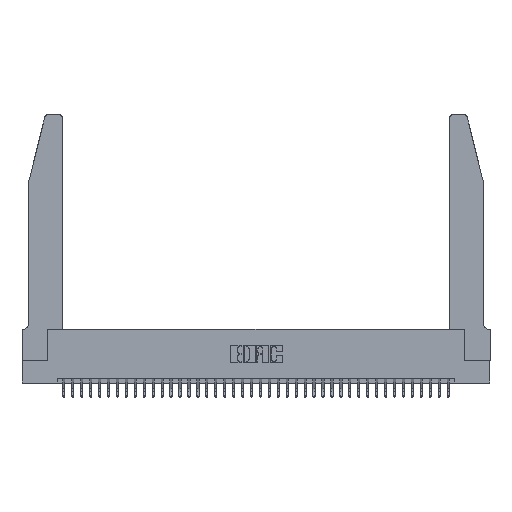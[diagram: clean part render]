
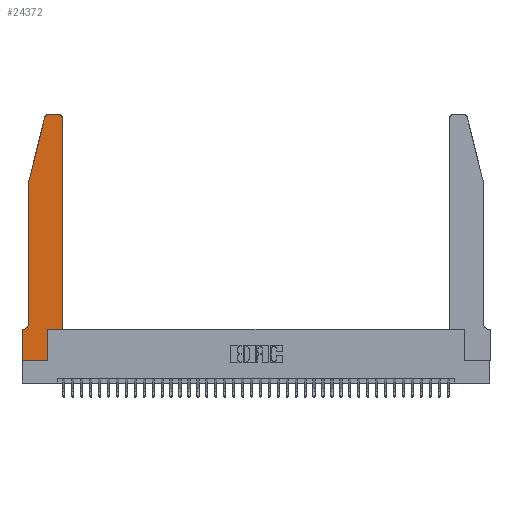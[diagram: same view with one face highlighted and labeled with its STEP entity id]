
A CAD part, top view. The second image highlights one B-rep face of the part: STEP entity #24372.
In plain terms, the highlighted planar face has unit normal (0, 0, 1).
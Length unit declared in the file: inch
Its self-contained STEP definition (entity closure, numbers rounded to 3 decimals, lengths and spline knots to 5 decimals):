
#64 = AXIS2_PLACEMENT_3D ( 'NONE', #24247, #6127, #27237 ) ;
#775 = CARTESIAN_POINT ( 'NONE',  ( 0.4505, 0.35, 0.37 ) ) ;
#1135 = VERTEX_POINT ( 'NONE', #39125 ) ;
#1147 = VERTEX_POINT ( 'NONE', #33078 ) ;
#1200 = ORIENTED_EDGE ( 'NONE', *, *, #4144, .T. ) ;
#1396 = CARTESIAN_POINT ( 'NONE',  ( 0.0755, 2., 0.37 ) ) ;
#1503 = LINE ( 'NONE', #26072, #10596 ) ;
#1516 = DIRECTION ( 'NONE',  ( 0., 1., 0. ) ) ;
#2181 = AXIS2_PLACEMENT_3D ( 'NONE', #4391, #25570, #7474 ) ;
#3640 = VERTEX_POINT ( 'NONE', #37591 ) ;
#4118 = CARTESIAN_POINT ( 'NONE',  ( 0.2865, 0.35, 0.37 ) ) ;
#4144 = EDGE_CURVE ( 'NONE', #5454, #21478, #6040, .T. ) ;
#4391 = CARTESIAN_POINT ( 'NONE',  ( 0.4205, 2.72, 0.37 ) ) ;
#4887 = DIRECTION ( 'NONE',  ( 0., 0., 1. ) ) ;
#4937 = FACE_OUTER_BOUND ( 'NONE', #9542, .T. ) ;
#5454 = VERTEX_POINT ( 'NONE', #7540 ) ;
#5646 = VERTEX_POINT ( 'NONE', #17462 ) ;
#6040 = LINE ( 'NONE', #1396, #37228 ) ;
#6127 = DIRECTION ( 'NONE',  ( 0., 0., 1. ) ) ;
#6337 = EDGE_CURVE ( 'NONE', #3640, #9995, #27646, .T. ) ;
#6430 = CIRCLE ( 'NONE', #18246, 0.07 ) ;
#6452 = DIRECTION ( 'NONE',  ( 0., 0., -1. ) ) ;
#6770 = DIRECTION ( 'NONE',  ( 1., 0., 0. ) ) ;
#6844 = EDGE_CURVE ( 'NONE', #10590, #33258, #1503, .T. ) ;
#7474 = DIRECTION ( 'NONE',  ( 1., 0., 0. ) ) ;
#7540 = CARTESIAN_POINT ( 'NONE',  ( 0.25487, 2.72718, 0.37 ) ) ;
#7771 = CIRCLE ( 'NONE', #26520, 0.03 ) ;
#8150 = CARTESIAN_POINT ( 'NONE',  ( 0.0755, 2., 0.37 ) ) ;
#8349 = CARTESIAN_POINT ( 'NONE',  ( 0., 0., 0.37 ) ) ;
#8966 = ORIENTED_EDGE ( 'NONE', *, *, #11328, .T. ) ;
#9421 = DIRECTION ( 'NONE',  ( -1., 0., 0. ) ) ;
#9445 = VECTOR ( 'NONE', #15258, 39.37008 ) ;
#9542 = EDGE_LOOP ( 'NONE', ( #26813, #21662, #1200, #37245, #8966, #31657, #26443, #36394, #31208, #19873, #29817, #14237 ) ) ;
#9995 = VERTEX_POINT ( 'NONE', #4118 ) ;
#10036 = EDGE_CURVE ( 'NONE', #1147, #30464, #26828, .T. ) ;
#10590 = VERTEX_POINT ( 'NONE', #24890 ) ;
#10596 = VECTOR ( 'NONE', #29139, 39.37008 ) ;
#11328 = EDGE_CURVE ( 'NONE', #23993, #1135, #6430, .T. ) ;
#13324 = CARTESIAN_POINT ( 'NONE',  ( 0.4505, 0.35, 0.37 ) ) ;
#13714 = DIRECTION ( 'NONE',  ( -1., 0., 0. ) ) ;
#13798 = CARTESIAN_POINT ( 'NONE',  ( 0.4505, 0.35, 0.37 ) ) ;
#14171 = EDGE_CURVE ( 'NONE', #25292, #1147, #36803, .T. ) ;
#14237 = ORIENTED_EDGE ( 'NONE', *, *, #10036, .T. ) ;
#15258 = DIRECTION ( 'NONE',  ( 0., -1., 0. ) ) ;
#17462 = CARTESIAN_POINT ( 'NONE',  ( 0.284, 2.75, 0.37 ) ) ;
#18246 = AXIS2_PLACEMENT_3D ( 'NONE', #24569, #6452, #27574 ) ;
#18517 = LINE ( 'NONE', #775, #33640 ) ;
#19873 = ORIENTED_EDGE ( 'NONE', *, *, #33656, .T. ) ;
#21410 = VECTOR ( 'NONE', #6770, 39.37008 ) ;
#21429 = CARTESIAN_POINT ( 'NONE',  ( 0.0755, 0.35, 0.37 ) ) ;
#21478 = VERTEX_POINT ( 'NONE', #8150 ) ;
#21662 = ORIENTED_EDGE ( 'NONE', *, *, #24754, .T. ) ;
#23018 = CARTESIAN_POINT ( 'NONE',  ( 0.284, 2.72, 0.37 ) ) ;
#23993 = VERTEX_POINT ( 'NONE', #31513 ) ;
#24247 = CARTESIAN_POINT ( 'NONE',  ( 0., 0.35, 0.37 ) ) ;
#24372 = ADVANCED_FACE ( 'NONE', ( #4937 ), #36250, .T. ) ;
#24569 = CARTESIAN_POINT ( 'NONE',  ( 0.0055, 0.42, 0.37 ) ) ;
#24754 = EDGE_CURVE ( 'NONE', #5646, #5454, #7771, .T. ) ;
#24890 = CARTESIAN_POINT ( 'NONE',  ( 0., 0.35, 0.37 ) ) ;
#25292 = VERTEX_POINT ( 'NONE', #13324 ) ;
#25506 = LINE ( 'NONE', #36375, #9445 ) ;
#25519 = VECTOR ( 'NONE', #9421, 39.37008 ) ;
#25570 = DIRECTION ( 'NONE',  ( 0., 0., 1. ) ) ;
#26030 = DIRECTION ( 'NONE',  ( 1., 0., 0. ) ) ;
#26072 = CARTESIAN_POINT ( 'NONE',  ( 0., 0., 0.37 ) ) ;
#26443 = ORIENTED_EDGE ( 'NONE', *, *, #6844, .T. ) ;
#26520 = AXIS2_PLACEMENT_3D ( 'NONE', #23018, #4887, #26030 ) ;
#26690 = VECTOR ( 'NONE', #29962, 39.37008 ) ;
#26813 = ORIENTED_EDGE ( 'NONE', *, *, #36894, .T. ) ;
#26828 = CIRCLE ( 'NONE', #2181, 0.03 ) ;
#26882 = CARTESIAN_POINT ( 'NONE',  ( 0.2865, 0.35, 0.37 ) ) ;
#27237 = DIRECTION ( 'NONE',  ( 1., 0., 0. ) ) ;
#27574 = DIRECTION ( 'NONE',  ( -1., 0., 0. ) ) ;
#27646 = LINE ( 'NONE', #26882, #26690 ) ;
#28763 = CARTESIAN_POINT ( 'NONE',  ( 0.2605, 2.75, 0.37 ) ) ;
#29139 = DIRECTION ( 'NONE',  ( 0., -1., 0. ) ) ;
#29388 = EDGE_CURVE ( 'NONE', #33258, #3640, #37451, .T. ) ;
#29817 = ORIENTED_EDGE ( 'NONE', *, *, #14171, .T. ) ;
#29962 = DIRECTION ( 'NONE',  ( 0., 1., 0. ) ) ;
#30464 = VERTEX_POINT ( 'NONE', #35519 ) ;
#30959 = CARTESIAN_POINT ( 'NONE',  ( 0., 0., 0.37 ) ) ;
#31208 = ORIENTED_EDGE ( 'NONE', *, *, #6337, .T. ) ;
#31291 = DIRECTION ( 'NONE',  ( 1., 0., 0. ) ) ;
#31335 = EDGE_CURVE ( 'NONE', #21478, #23993, #25506, .T. ) ;
#31513 = CARTESIAN_POINT ( 'NONE',  ( 0.0755, 0.42, 0.37 ) ) ;
#31657 = ORIENTED_EDGE ( 'NONE', *, *, #34620, .T. ) ;
#33078 = CARTESIAN_POINT ( 'NONE',  ( 0.4505, 2.72, 0.37 ) ) ;
#33258 = VERTEX_POINT ( 'NONE', #8349 ) ;
#33570 = LINE ( 'NONE', #21429, #25519 ) ;
#33640 = VECTOR ( 'NONE', #31291, 39.37008 ) ;
#33656 = EDGE_CURVE ( 'NONE', #9995, #25292, #18517, .T. ) ;
#34310 = VECTOR ( 'NONE', #13714, 39.37008 ) ;
#34620 = EDGE_CURVE ( 'NONE', #1135, #10590, #33570, .T. ) ;
#34805 = DIRECTION ( 'NONE',  ( -0.239, -0.971, 0. ) ) ;
#35268 = LINE ( 'NONE', #28763, #34310 ) ;
#35519 = CARTESIAN_POINT ( 'NONE',  ( 0.4205, 2.75, 0.37 ) ) ;
#35875 = VECTOR ( 'NONE', #1516, 39.37008 ) ;
#36250 = PLANE ( 'NONE',  #64 ) ;
#36375 = CARTESIAN_POINT ( 'NONE',  ( 0.0755, 2., 0.37 ) ) ;
#36394 = ORIENTED_EDGE ( 'NONE', *, *, #29388, .T. ) ;
#36803 = LINE ( 'NONE', #13798, #35875 ) ;
#36894 = EDGE_CURVE ( 'NONE', #30464, #5646, #35268, .T. ) ;
#37228 = VECTOR ( 'NONE', #34805, 39.37008 ) ;
#37245 = ORIENTED_EDGE ( 'NONE', *, *, #31335, .T. ) ;
#37451 = LINE ( 'NONE', #30959, #21410 ) ;
#37591 = CARTESIAN_POINT ( 'NONE',  ( 0.2865, 0., 0.37 ) ) ;
#39125 = CARTESIAN_POINT ( 'NONE',  ( 0.0055, 0.35, 0.37 ) ) ;
